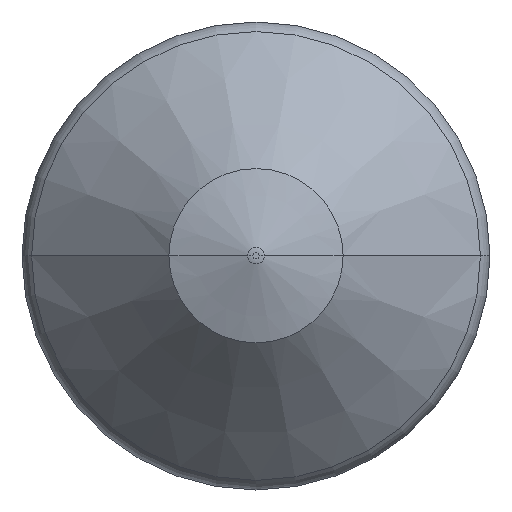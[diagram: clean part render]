
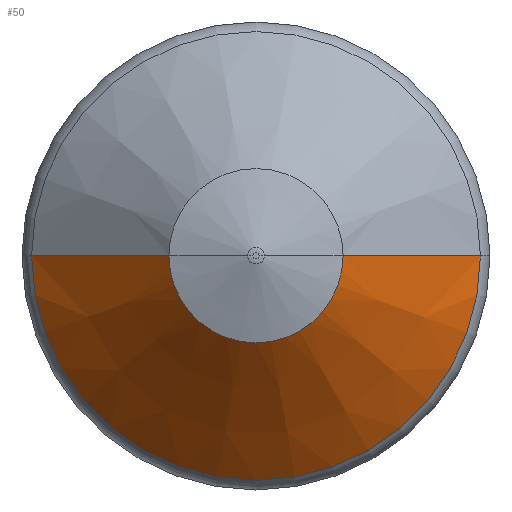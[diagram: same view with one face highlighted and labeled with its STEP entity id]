
A CAD part, top view. The second image highlights one B-rep face of the part: STEP entity #50.
In plain terms, the highlighted conical face has half-angle 45 degrees and reference radius 2.1 mm.
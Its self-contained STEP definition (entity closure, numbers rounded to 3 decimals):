
#48 = ORIENTED_EDGE ( 'NONE', *, *, #226, .T. ) ;
#50 = ADVANCED_FACE ( 'NONE', ( #340 ), #329, .T. ) ;
#57 = ORIENTED_EDGE ( 'NONE', *, *, #132, .F. ) ;
#83 = VERTEX_POINT ( 'NONE', #557 ) ;
#86 = VERTEX_POINT ( 'NONE', #488 ) ;
#87 = EDGE_CURVE ( 'NONE', #89, #141, #487, .T. ) ;
#89 = VERTEX_POINT ( 'NONE', #472 ) ;
#132 = EDGE_CURVE ( 'NONE', #86, #83, #517, .T. ) ;
#141 = VERTEX_POINT ( 'NONE', #575 ) ;
#205 = EDGE_LOOP ( 'NONE', ( #57, #48, #247, #230 ) ) ;
#226 = EDGE_CURVE ( 'NONE', #86, #89, #760, .T. ) ;
#230 = ORIENTED_EDGE ( 'NONE', *, *, #233, .F. ) ;
#233 = EDGE_CURVE ( 'NONE', #83, #141, #682, .T. ) ;
#247 = ORIENTED_EDGE ( 'NONE', *, *, #87, .T. ) ;
#327 = CARTESIAN_POINT ( 'NONE',  ( 0., 0., 88.331 ) ) ;
#329 = CONICAL_SURFACE ( 'NONE', #404, 2.1, 0.785 ) ;
#340 = FACE_OUTER_BOUND ( 'NONE', #205, .T. ) ;
#404 = AXIS2_PLACEMENT_3D ( 'NONE', #327, #431, #428 ) ;
#428 = DIRECTION ( 'NONE',  ( -1., 0., 0. ) ) ;
#431 = DIRECTION ( 'NONE',  ( 0., 0., -1. ) ) ;
#472 = CARTESIAN_POINT ( 'NONE',  ( -2.1, 0., 88.331 ) ) ;
#487 = LINE ( 'NONE', #574, #513 ) ;
#488 = CARTESIAN_POINT ( 'NONE',  ( 2.1, 0., 88.331 ) ) ;
#491 = DIRECTION ( 'NONE',  ( -0.707, 0., -0.707 ) ) ;
#513 = VECTOR ( 'NONE', #491, 1000. ) ;
#514 = DIRECTION ( 'NONE',  ( 0.707, 0., -0.707 ) ) ;
#515 = VECTOR ( 'NONE', #514, 1000. ) ;
#516 = CARTESIAN_POINT ( 'NONE',  ( 2.1, 0., 88.331 ) ) ;
#517 = LINE ( 'NONE', #516, #515 ) ;
#557 = CARTESIAN_POINT ( 'NONE',  ( 5.41, 0., 85.021 ) ) ;
#574 = CARTESIAN_POINT ( 'NONE',  ( -2.1, 0., 88.331 ) ) ;
#575 = CARTESIAN_POINT ( 'NONE',  ( -5.41, 0., 85.021 ) ) ;
#604 = AXIS2_PLACEMENT_3D ( 'NONE', #759, #758, #757 ) ;
#678 = DIRECTION ( 'NONE',  ( -1., 0., 0. ) ) ;
#679 = DIRECTION ( 'NONE',  ( 0., 0., -1. ) ) ;
#682 = CIRCLE ( 'NONE', #762, 5.41 ) ;
#757 = DIRECTION ( 'NONE',  ( -1., 0., 0. ) ) ;
#758 = DIRECTION ( 'NONE',  ( 0., 0., -1. ) ) ;
#759 = CARTESIAN_POINT ( 'NONE',  ( 0., 0., 88.331 ) ) ;
#760 = CIRCLE ( 'NONE', #604, 2.1 ) ;
#761 = CARTESIAN_POINT ( 'NONE',  ( 0., 0., 85.021 ) ) ;
#762 = AXIS2_PLACEMENT_3D ( 'NONE', #761, #679, #678 ) ;
